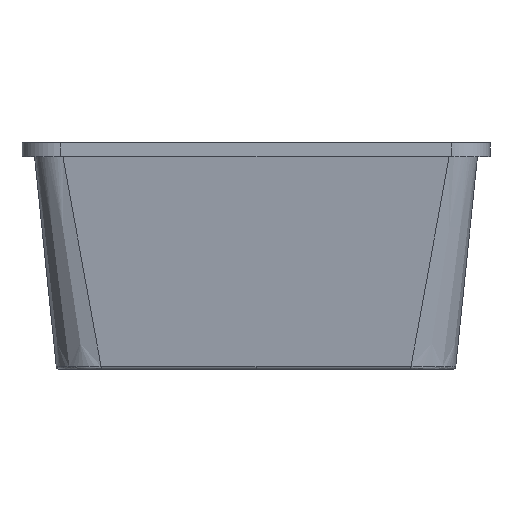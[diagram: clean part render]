
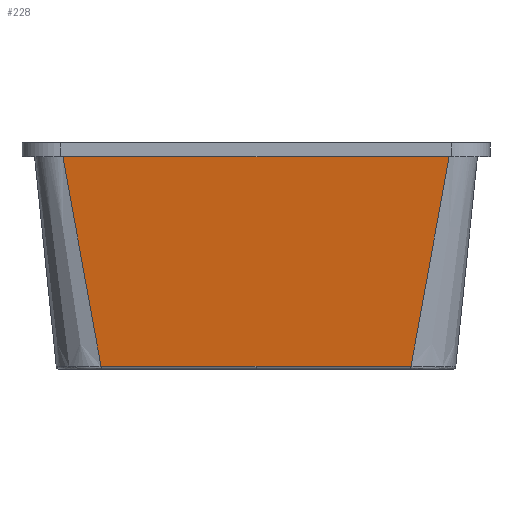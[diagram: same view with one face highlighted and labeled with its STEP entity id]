
A CAD part, left-side view. The second image highlights one B-rep face of the part: STEP entity #228.
In plain terms, the highlighted planar face has unit normal (-0.995, 0, -0.1).
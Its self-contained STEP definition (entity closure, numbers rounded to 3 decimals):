
#59=PLANE('',#1239);
#84=LINE('',#16408,#108);
#108=VECTOR('',#1330,1.);
#228=ADVANCED_FACE('',(#298),#59,.T.);
#298=FACE_OUTER_BOUND('',#370,.T.);
#370=EDGE_LOOP('',(#685,#686,#687,#688,#689,#690,#691));
#685=ORIENTED_EDGE('',*,*,#1038,.F.);
#686=ORIENTED_EDGE('',*,*,#1005,.T.);
#687=ORIENTED_EDGE('',*,*,#1007,.T.);
#688=ORIENTED_EDGE('',*,*,#1039,.F.);
#689=ORIENTED_EDGE('',*,*,#1040,.F.);
#690=ORIENTED_EDGE('',*,*,#1041,.F.);
#691=ORIENTED_EDGE('',*,*,#1042,.F.);
#847=VERTEX_POINT('',#15982);
#848=VERTEX_POINT('',#15984);
#849=VERTEX_POINT('',#15999);
#865=VERTEX_POINT('',#16397);
#866=VERTEX_POINT('',#16402);
#867=VERTEX_POINT('',#16407);
#868=VERTEX_POINT('',#16409);
#1005=EDGE_CURVE('',#847,#848,#1172,.T.);
#1007=EDGE_CURVE('',#848,#849,#1173,.T.);
#1038=EDGE_CURVE('',#847,#865,#1185,.T.);
#1039=EDGE_CURVE('',#866,#849,#1186,.T.);
#1040=EDGE_CURVE('',#867,#866,#1187,.T.);
#1041=EDGE_CURVE('',#868,#867,#84,.T.);
#1042=EDGE_CURVE('',#865,#868,#1188,.T.);
#1172=B_SPLINE_CURVE_WITH_KNOTS('',3,(#15985,#15986,#15987,#15988,#15989,
#15990,#15991,#15992,#15993,#15994,#15995,#15996),.UNSPECIFIED.,.F.,.F.,
(4,2,2,2,2,4),(0.,0.041,0.206,0.865,
0.867,1.),.UNSPECIFIED.);
#1173=B_SPLINE_CURVE_WITH_KNOTS('',3,(#16000,#16001,#16002,#16003,#16004,
#16005,#16006,#16007,#16008,#16009,#16010,#16011),.UNSPECIFIED.,.F.,.F.,
(4,2,2,2,2,4),(0.,0.133,0.135,0.794,
0.959,1.),.UNSPECIFIED.);
#1185=B_SPLINE_CURVE_WITH_KNOTS('',3,(#16393,#16394,#16395,#16396),
 .UNSPECIFIED.,.F.,.F.,(4,4),(0.,1.),.UNSPECIFIED.);
#1186=B_SPLINE_CURVE_WITH_KNOTS('',3,(#16398,#16399,#16400,#16401),
 .UNSPECIFIED.,.F.,.F.,(4,4),(0.,1.),.UNSPECIFIED.);
#1187=B_SPLINE_CURVE_WITH_KNOTS('',3,(#16403,#16404,#16405,#16406),
 .UNSPECIFIED.,.F.,.F.,(4,4),(0.,1.),.UNSPECIFIED.);
#1188=B_SPLINE_CURVE_WITH_KNOTS('',3,(#16410,#16411,#16412,#16413),
 .UNSPECIFIED.,.F.,.F.,(4,4),(0.,1.),.UNSPECIFIED.);
#1239=AXIS2_PLACEMENT_3D('',#16414,#1331,#1332);
#1330=DIRECTION('',(0.,-1.,0.));
#1331=DIRECTION('',(-0.995,0.,-0.1));
#1332=DIRECTION('',(0.1,0.,-0.995));
#15982=CARTESIAN_POINT('',(-240.858,145.679,-210.301));
#15984=CARTESIAN_POINT('',(-240.858,0.,-210.301));
#15985=CARTESIAN_POINT('',(-240.858,145.679,-210.301));
#15986=CARTESIAN_POINT('',(-240.858,143.679,-210.301));
#15987=CARTESIAN_POINT('',(-240.858,141.679,-210.301));
#15988=CARTESIAN_POINT('',(-240.858,131.679,-210.301));
#15989=CARTESIAN_POINT('',(-240.858,123.679,-210.301));
#15990=CARTESIAN_POINT('',(-240.858,83.679,-210.301));
#15991=CARTESIAN_POINT('',(-240.858,51.679,-210.301));
#15992=CARTESIAN_POINT('',(-240.858,19.596,-210.301));
#15993=CARTESIAN_POINT('',(-240.858,19.514,-210.301));
#15994=CARTESIAN_POINT('',(-240.858,12.954,-210.301));
#15995=CARTESIAN_POINT('',(-240.858,6.477,-210.301));
#15996=CARTESIAN_POINT('',(-240.858,0.,-210.301));
#15999=CARTESIAN_POINT('',(-240.858,-145.679,-210.301));
#16000=CARTESIAN_POINT('',(-240.858,0.,-210.301));
#16001=CARTESIAN_POINT('',(-240.858,-6.477,-210.301));
#16002=CARTESIAN_POINT('',(-240.858,-12.954,-210.301));
#16003=CARTESIAN_POINT('',(-240.858,-19.514,-210.301));
#16004=CARTESIAN_POINT('',(-240.858,-19.596,-210.301));
#16005=CARTESIAN_POINT('',(-240.858,-51.679,-210.301));
#16006=CARTESIAN_POINT('',(-240.858,-83.679,-210.301));
#16007=CARTESIAN_POINT('',(-240.858,-123.679,-210.301));
#16008=CARTESIAN_POINT('',(-240.858,-131.679,-210.301));
#16009=CARTESIAN_POINT('',(-240.858,-141.679,-210.301));
#16010=CARTESIAN_POINT('',(-240.858,-143.679,-210.301));
#16011=CARTESIAN_POINT('',(-240.858,-145.679,-210.301));
#16393=CARTESIAN_POINT('',(-240.858,145.679,-210.301));
#16394=CARTESIAN_POINT('',(-242.343,148.359,-195.589));
#16395=CARTESIAN_POINT('',(-243.827,151.039,-180.877));
#16396=CARTESIAN_POINT('',(-245.311,153.72,-166.164));
#16397=CARTESIAN_POINT('',(-245.311,153.72,-166.164));
#16398=CARTESIAN_POINT('',(-245.311,-153.72,-166.164));
#16399=CARTESIAN_POINT('',(-243.827,-151.039,-180.877));
#16400=CARTESIAN_POINT('',(-242.343,-148.359,-195.589));
#16401=CARTESIAN_POINT('',(-240.858,-145.679,-210.301));
#16402=CARTESIAN_POINT('',(-245.311,-153.72,-166.164));
#16403=CARTESIAN_POINT('',(-260.762,-181.623,-13.));
#16404=CARTESIAN_POINT('',(-255.612,-172.322,-64.055));
#16405=CARTESIAN_POINT('',(-250.461,-163.021,-115.11));
#16406=CARTESIAN_POINT('',(-245.311,-153.72,-166.164));
#16407=CARTESIAN_POINT('',(-260.762,-181.623,-13.));
#16408=CARTESIAN_POINT('',(-260.762,206.,-13.));
#16409=CARTESIAN_POINT('',(-260.762,181.623,-13.));
#16410=CARTESIAN_POINT('',(-245.311,153.72,-166.164));
#16411=CARTESIAN_POINT('',(-250.461,163.021,-115.11));
#16412=CARTESIAN_POINT('',(-255.612,172.322,-64.055));
#16413=CARTESIAN_POINT('',(-260.762,181.623,-13.));
#16414=CARTESIAN_POINT('',(-245.154,206.,-167.723));
